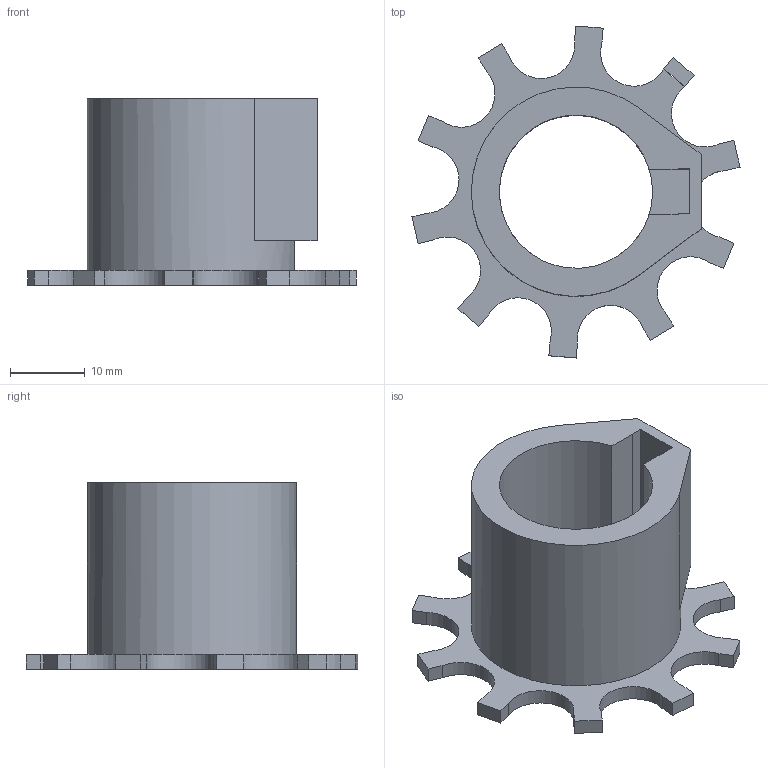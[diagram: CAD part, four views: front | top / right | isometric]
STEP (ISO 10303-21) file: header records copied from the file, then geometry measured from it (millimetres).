
FILE_DESCRIPTION(/* description */ (''),/* implementation_level */ '2;1');
FILE_NAME(/* name */ 'Small gear.step',/* time_stamp */ '2025-07-22T18:21:00+03:00',/* author */ (''),/* organization */ (''),/* preprocessor_version */ 'ST-DEVELOPER v20.1',/* originating_system */ 'Autodesk Translation Framework v14.10.0.0',/* authorisation */ '');
FILE_SCHEMA (('AUTOMOTIVE_DESIGN { 1 0 10303 214 3 1 1 }'));
Length unit declared in the file: millimetre
Products named in the file (1): Moottoriin tuleva ratas
Bounding box: 43.91 x 44.41 x 25 mm (x, y, z)
Volume: 8221.9 mm3; surface area: 6388.8 mm2
Topology: 3 solids, 3 shells, 72 faces, 200 edges, 133 vertices
Faces by surface type: plane 46, cylinder 26
Full cylindrical faces by diameter (mm): 3.5 x1, 20.5 x1
Entity records: 2354 total; most frequent: CARTESIAN_POINT 406, DIRECTION 401, ORIENTED_EDGE 400, EDGE_CURVE 200, LINE 145, VECTOR 145, VERTEX_POINT 133, AXIS2_PLACEMENT_3D 128
